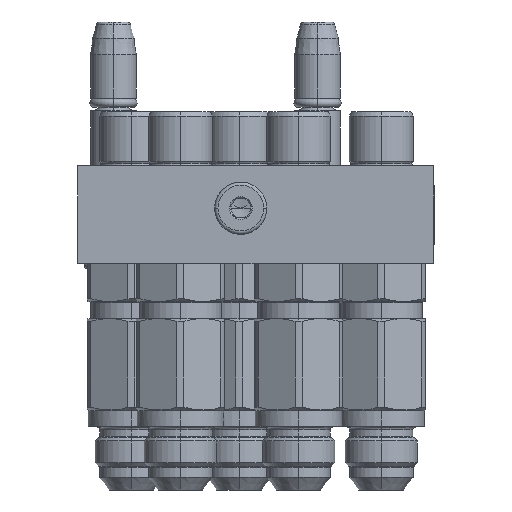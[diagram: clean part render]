
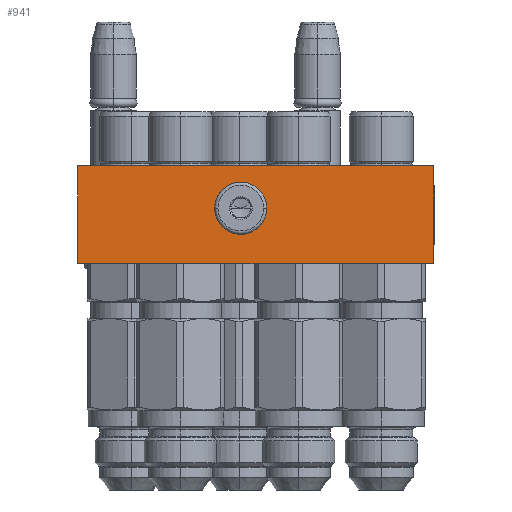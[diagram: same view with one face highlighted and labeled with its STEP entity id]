
A CAD part, front view. The second image highlights one B-rep face of the part: STEP entity #941.
In plain terms, the highlighted face is planar.
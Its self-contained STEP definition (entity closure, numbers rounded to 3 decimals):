
#455 = CARTESIAN_POINT ( 'NONE',  ( -9.686, 13.685, -50. ) ) ;
#941 = ADVANCED_FACE ( 'NONE', ( #16226, #18164 ), #10990, .T. ) ;
#2047 = CARTESIAN_POINT ( 'NONE',  ( -9.454, 11.319, -50. ) ) ;
#2762 = CARTESIAN_POINT ( 'NONE',  ( -1.293, 8.825, -50. ) ) ;
#2813 = VECTOR ( 'NONE', #45265, 1000. ) ;
#2892 = CARTESIAN_POINT ( 'NONE',  ( -3.815, 18.22, -50. ) ) ;
#3626 = CARTESIAN_POINT ( 'NONE',  ( 0.653, 13.85, -50. ) ) ;
#4931 = CARTESIAN_POINT ( 'NONE',  ( -54.5, 0., -50. ) ) ;
#6356 = ORIENTED_EDGE ( 'NONE', *, *, #52194, .T. ) ;
#6580 = CARTESIAN_POINT ( 'NONE',  ( 54.5, 30., -50. ) ) ;
#6707 = VERTEX_POINT ( 'NONE', #45295 ) ;
#7128 = CARTESIAN_POINT ( 'NONE',  ( -5.865, 18.084, -50. ) ) ;
#7858 = CARTESIAN_POINT ( 'NONE',  ( 0.553, 14.354, -50. ) ) ;
#8448 = CARTESIAN_POINT ( 'NONE',  ( 54.5, 0., -50. ) ) ;
#9046 = CARTESIAN_POINT ( 'NONE',  ( -9.72, 13., -50. ) ) ;
#9723 = ORIENTED_EDGE ( 'NONE', *, *, #35961, .T. ) ;
#10739 = VECTOR ( 'NONE', #26837, 1000. ) ;
#10990 = PLANE ( 'NONE',  #31289 ) ;
#12228 = CARTESIAN_POINT ( 'NONE',  ( 0.719, 12.654, -50. ) ) ;
#12600 = CARTESIAN_POINT ( 'NONE',  ( 54.5, 30., -50. ) ) ;
#13008 = CARTESIAN_POINT ( 'NONE',  ( -9.719, 13.346, -50. ) ) ;
#14437 = CARTESIAN_POINT ( 'NONE',  ( -5.865, 7.915, -50. ) ) ;
#14618 = CARTESIAN_POINT ( 'NONE',  ( -7.707, 8.825, -50. ) ) ;
#14968 = CARTESIAN_POINT ( 'NONE',  ( -4.5, 7.78, -50. ) ) ;
#15001 = VECTOR ( 'NONE', #53337, 1000. ) ;
#15661 = CARTESIAN_POINT ( 'NONE',  ( -1.293, 17.175, -50. ) ) ;
#16226 = FACE_BOUND ( 'NONE', #44933, .T. ) ;
#16409 = VERTEX_POINT ( 'NONE', #18125 ) ;
#17025 = CARTESIAN_POINT ( 'NONE',  ( -9.061, 15.629, -50. ) ) ;
#17197 = CARTESIAN_POINT ( 'NONE',  ( -9.446, 14.679, -50. ) ) ;
#17555 = CARTESIAN_POINT ( 'NONE',  ( -7.707, 17.175, -50. ) ) ;
#18125 = CARTESIAN_POINT ( 'NONE',  ( -54.5, 30., -50. ) ) ;
#18164 = FACE_OUTER_BOUND ( 'NONE', #21115, .T. ) ;
#18431 = CARTESIAN_POINT ( 'NONE',  ( 54.5, 0., -50. ) ) ;
#19447 = CARTESIAN_POINT ( 'NONE',  ( 0.678, 13.683, -50. ) ) ;
#19493 = CARTESIAN_POINT ( 'NONE',  ( 0.388, 11.16, -50. ) ) ;
#20186 = CARTESIAN_POINT ( 'NONE',  ( 0.711, 13.344, -50. ) ) ;
#21115 = EDGE_LOOP ( 'NONE', ( #50581, #51935, #49619, #9723 ) ) ;
#22659 = CARTESIAN_POINT ( 'NONE',  ( -9.72, 12.827, -50. ) ) ;
#23017 = B_SPLINE_CURVE_WITH_KNOTS ( 'NONE', 3,
 ( #47909, #22659, #31167, #52091, #35488, #30820, #2047, #39465, #47727, #14618, #27388, #14437, #43934, #34960 ),
 .UNSPECIFIED., .F., .F.,
 ( 4, 2, 2, 2, 2, 2, 4 ),
 ( 0., 0.031, 0.063, 0.125, 0.25, 0.375, 0.5 ),
 .UNSPECIFIED. ) ;
#23036 = VERTEX_POINT ( 'NONE', #29540 ) ;
#23195 = CARTESIAN_POINT ( 'NONE',  ( 54.5, 0., -50. ) ) ;
#23291 = EDGE_CURVE ( 'NONE', #47307, #16409, #51127, .T. ) ;
#23427 = CARTESIAN_POINT ( 'NONE',  ( 54.5, 0., -50. ) ) ;
#23535 = CARTESIAN_POINT ( 'NONE',  ( 0.446, 11.321, -50. ) ) ;
#23660 = CARTESIAN_POINT ( 'NONE',  ( 0.061, 15.63, -50. ) ) ;
#26744 = EDGE_CURVE ( 'NONE', #31088, #16409, #38393, .T. ) ;
#26837 = DIRECTION ( 'NONE',  ( 0., 1., 0. ) ) ;
#27388 = CARTESIAN_POINT ( 'NONE',  ( -7.13, 8.44, -50. ) ) ;
#27851 = CARTESIAN_POINT ( 'NONE',  ( -3.135, 18.085, -50. ) ) ;
#27903 = CARTESIAN_POINT ( 'NONE',  ( 0.586, 11.815, -50. ) ) ;
#28340 = ORIENTED_EDGE ( 'NONE', *, *, #34630, .T. ) ;
#29540 = CARTESIAN_POINT ( 'NONE',  ( -4.5, 7.78, -50. ) ) ;
#29931 = CARTESIAN_POINT ( 'NONE',  ( -9.545, 14.353, -50. ) ) ;
#30605 = EDGE_CURVE ( 'NONE', #34084, #47307, #36760, .T. ) ;
#30820 = CARTESIAN_POINT ( 'NONE',  ( -9.553, 11.646, -50. ) ) ;
#31088 = VERTEX_POINT ( 'NONE', #4931 ) ;
#31167 = CARTESIAN_POINT ( 'NONE',  ( -9.711, 12.656, -50. ) ) ;
#31289 = AXIS2_PLACEMENT_3D ( 'NONE', #23195, #36037, #31341 ) ;
#31341 = DIRECTION ( 'NONE',  ( -1., 0., 0. ) ) ;
#31843 = CARTESIAN_POINT ( 'NONE',  ( -0.325, 9.793, -50. ) ) ;
#31978 = CARTESIAN_POINT ( 'NONE',  ( -5.185, 18.22, -50. ) ) ;
#32264 = CARTESIAN_POINT ( 'NONE',  ( -9.72, 13., -50. ) ) ;
#33208 = B_SPLINE_CURVE_WITH_KNOTS ( 'NONE', 3,
 ( #14968, #48071, #52264, #39970, #2762, #31843, #48250, #19493, #23535, #48453, #27903, #53715, #12228, #40899 ),
 .UNSPECIFIED., .F., .F.,
 ( 4, 2, 2, 2, 2, 2, 4 ),
 ( 0.5, 0.625, 0.75, 0.875, 0.906, 0.938, 1. ),
 .UNSPECIFIED. ) ;
#34084 = VERTEX_POINT ( 'NONE', #8448 ) ;
#34630 = EDGE_CURVE ( 'NONE', #6707, #48505, #43776, .T. ) ;
#34960 = CARTESIAN_POINT ( 'NONE',  ( -4.5, 7.78, -50. ) ) ;
#35488 = CARTESIAN_POINT ( 'NONE',  ( -9.653, 12.15, -50. ) ) ;
#35961 = EDGE_CURVE ( 'NONE', #34084, #31088, #38581, .T. ) ;
#36037 = DIRECTION ( 'NONE',  ( 0., 0., -1. ) ) ;
#36147 = CARTESIAN_POINT ( 'NONE',  ( 0.72, 13., -50. ) ) ;
#36275 = EDGE_CURVE ( 'NONE', #48505, #23036, #23017, .T. ) ;
#36760 = LINE ( 'NONE', #18431, #10739 ) ;
#38393 = LINE ( 'NONE', #49013, #15001 ) ;
#38581 = LINE ( 'NONE', #23427, #2813 ) ;
#39465 = CARTESIAN_POINT ( 'NONE',  ( -9.061, 10.37, -50. ) ) ;
#39970 = CARTESIAN_POINT ( 'NONE',  ( -1.87, 8.439, -50. ) ) ;
#40899 = CARTESIAN_POINT ( 'NONE',  ( 0.72, 13., -50. ) ) ;
#43549 = DIRECTION ( 'NONE',  ( -1., 0., 0. ) ) ;
#43776 = B_SPLINE_CURVE_WITH_KNOTS ( 'NONE', 3,
 ( #36147, #44965, #20186, #19447, #3626, #7858, #48399, #23660, #52578, #15661, #48776, #27851, #2892, #31978, #7128, #50168, #17555, #46511, #17025, #45992, #17197, #29931, #50690, #455, #13008, #9046 ),
 .UNSPECIFIED., .F., .F.,
 ( 4, 2, 2, 2, 2, 2, 2, 2, 2, 2, 2, 2, 4 ),
 ( 0., 0.031, 0.062, 0.125, 0.25, 0.375, 0.5, 0.625, 0.75, 0.875, 0.906, 0.937, 1. ),
 .UNSPECIFIED. ) ;
#43934 = CARTESIAN_POINT ( 'NONE',  ( -5.185, 7.78, -50. ) ) ;
#44933 = EDGE_LOOP ( 'NONE', ( #51769, #6356, #28340 ) ) ;
#44965 = CARTESIAN_POINT ( 'NONE',  ( 0.72, 13.173, -50. ) ) ;
#45265 = DIRECTION ( 'NONE',  ( -1., 0., 0. ) ) ;
#45295 = CARTESIAN_POINT ( 'NONE',  ( 0.72, 13., -50. ) ) ;
#45992 = CARTESIAN_POINT ( 'NONE',  ( -9.388, 14.84, -50. ) ) ;
#46511 = CARTESIAN_POINT ( 'NONE',  ( -8.675, 16.207, -50. ) ) ;
#47307 = VERTEX_POINT ( 'NONE', #12600 ) ;
#47727 = CARTESIAN_POINT ( 'NONE',  ( -8.675, 9.793, -50. ) ) ;
#47909 = CARTESIAN_POINT ( 'NONE',  ( -9.72, 13., -50. ) ) ;
#48071 = CARTESIAN_POINT ( 'NONE',  ( -3.815, 7.78, -50. ) ) ;
#48250 = CARTESIAN_POINT ( 'NONE',  ( 0.061, 10.371, -50. ) ) ;
#48399 = CARTESIAN_POINT ( 'NONE',  ( 0.454, 14.681, -50. ) ) ;
#48453 = CARTESIAN_POINT ( 'NONE',  ( 0.545, 11.647, -50. ) ) ;
#48505 = VERTEX_POINT ( 'NONE', #32264 ) ;
#48776 = CARTESIAN_POINT ( 'NONE',  ( -1.87, 17.56, -50. ) ) ;
#49013 = CARTESIAN_POINT ( 'NONE',  ( -54.5, 0., -50. ) ) ;
#49619 = ORIENTED_EDGE ( 'NONE', *, *, #30605, .F. ) ;
#50168 = CARTESIAN_POINT ( 'NONE',  ( -7.13, 17.561, -50. ) ) ;
#50581 = ORIENTED_EDGE ( 'NONE', *, *, #26744, .T. ) ;
#50690 = CARTESIAN_POINT ( 'NONE',  ( -9.586, 14.185, -50. ) ) ;
#51065 = VECTOR ( 'NONE', #43549, 1000. ) ;
#51127 = LINE ( 'NONE', #6580, #51065 ) ;
#51769 = ORIENTED_EDGE ( 'NONE', *, *, #36275, .T. ) ;
#51935 = ORIENTED_EDGE ( 'NONE', *, *, #23291, .F. ) ;
#52091 = CARTESIAN_POINT ( 'NONE',  ( -9.678, 12.317, -50. ) ) ;
#52194 = EDGE_CURVE ( 'NONE', #23036, #6707, #33208, .T. ) ;
#52264 = CARTESIAN_POINT ( 'NONE',  ( -3.135, 7.916, -50. ) ) ;
#52578 = CARTESIAN_POINT ( 'NONE',  ( -0.325, 16.207, -50. ) ) ;
#53337 = DIRECTION ( 'NONE',  ( 0., 1., 0. ) ) ;
#53715 = CARTESIAN_POINT ( 'NONE',  ( 0.686, 12.315, -50. ) ) ;
